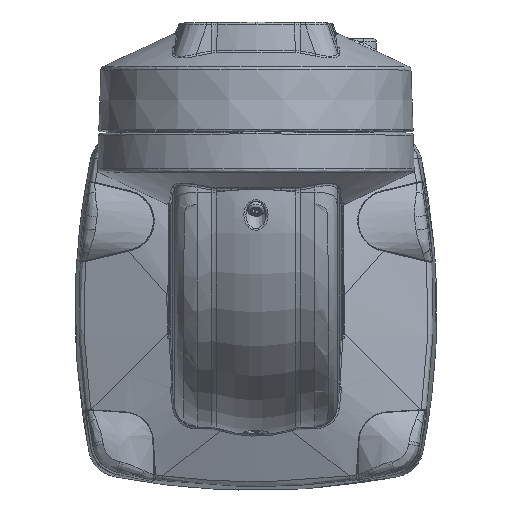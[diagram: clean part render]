
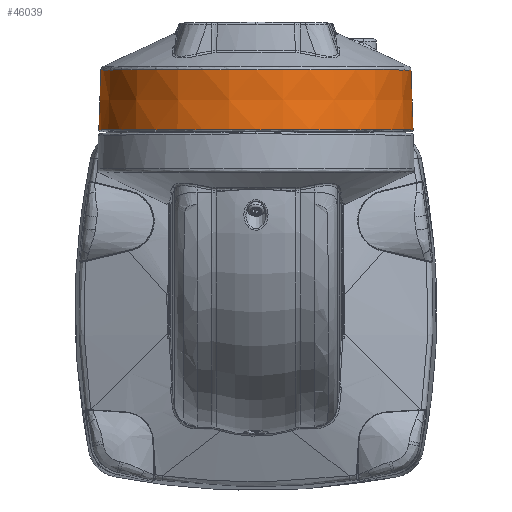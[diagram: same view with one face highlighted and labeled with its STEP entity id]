
A CAD part, top view. The second image highlights one B-rep face of the part: STEP entity #46039.
In plain terms, the highlighted conical face has half-angle 2 degrees and reference radius 60.207 mm.
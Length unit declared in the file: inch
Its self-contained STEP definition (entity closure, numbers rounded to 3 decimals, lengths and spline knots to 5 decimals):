
#3730 = EDGE_CURVE ( 'NONE', #23385, #23385, #90557, .T. ) ;
#7415 = CARTESIAN_POINT ( 'NONE',  ( -0.07555, 2.21666, 5.85274 ) ) ;
#8026 = DIRECTION ( 'NONE',  ( 0., -1., 0. ) ) ;
#11649 = EDGE_CURVE ( 'NONE', #16070, #16070, #52029, .T. ) ;
#16070 = VERTEX_POINT ( 'NONE', #89930 ) ;
#23385 = VERTEX_POINT ( 'NONE', #60294 ) ;
#25464 = DIRECTION ( 'NONE',  ( 0., -1., 0. ) ) ;
#29831 = ORIENTED_EDGE ( 'NONE', *, *, #3730, .T. ) ;
#29928 = CARTESIAN_POINT ( 'NONE',  ( -0.07555, 2.21666, 5.85274 ) ) ;
#32605 = AXIS2_PLACEMENT_3D ( 'NONE', #79949, #25464, #52109 ) ;
#38393 = DIRECTION ( 'NONE',  ( 0., -1., 0. ) ) ;
#40773 = CONICAL_SURFACE ( 'NONE', #83367, 2.37037, 0.035 ) ;
#46039 = ADVANCED_FACE ( 'NONE', ( #84394, #86201 ), #40773, .T. ) ;
#47884 = EDGE_LOOP ( 'NONE', ( #29831 ) ) ;
#49525 = ORIENTED_EDGE ( 'NONE', *, *, #11649, .F. ) ;
#52029 = CIRCLE ( 'NONE', #67476, 2.37037 ) ;
#52109 = DIRECTION ( 'NONE',  ( 1., 0., 0. ) ) ;
#60294 = CARTESIAN_POINT ( 'NONE',  ( 2.26336, 3.1174, 5.85274 ) ) ;
#67476 = AXIS2_PLACEMENT_3D ( 'NONE', #7415, #8026, #81318 ) ;
#79949 = CARTESIAN_POINT ( 'NONE',  ( -0.07555, 3.1174, 5.85274 ) ) ;
#81318 = DIRECTION ( 'NONE',  ( 1., 0., 0. ) ) ;
#83367 = AXIS2_PLACEMENT_3D ( 'NONE', #29928, #38393, #95868 ) ;
#84394 = FACE_BOUND ( 'NONE', #47884, .T. ) ;
#85963 = EDGE_LOOP ( 'NONE', ( #49525 ) ) ;
#86201 = FACE_OUTER_BOUND ( 'NONE', #85963, .T. ) ;
#89930 = CARTESIAN_POINT ( 'NONE',  ( 2.29482, 2.21666, 5.85274 ) ) ;
#90557 = CIRCLE ( 'NONE', #32605, 2.33891 ) ;
#95868 = DIRECTION ( 'NONE',  ( 1., 0., 0. ) ) ;
